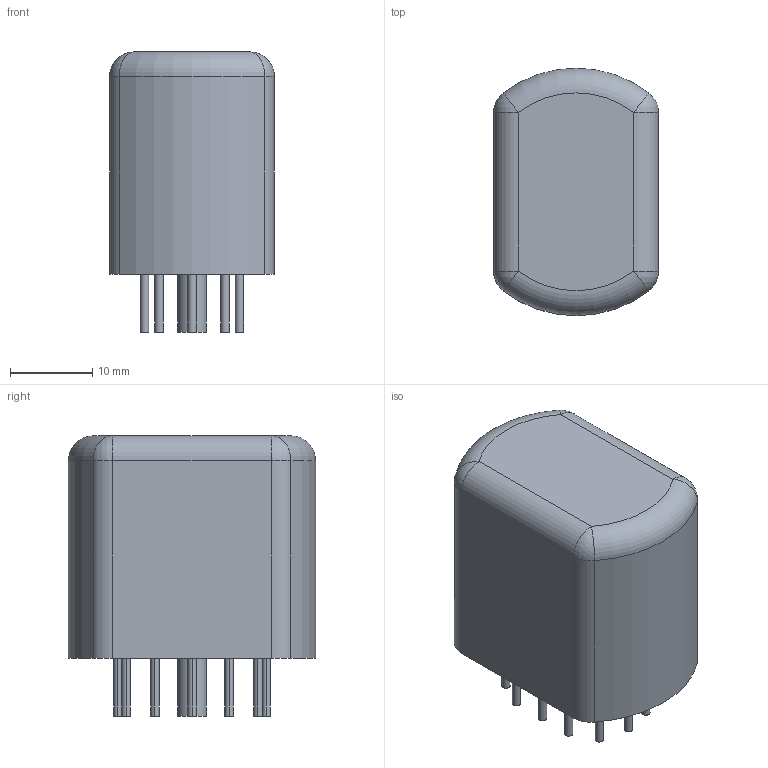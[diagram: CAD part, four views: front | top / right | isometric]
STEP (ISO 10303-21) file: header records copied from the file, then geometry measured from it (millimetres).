
FILE_DESCRIPTION (( 'STEP AP214' ), '1' );
FILE_NAME ('in12b.step', '2020-01-14T03:02:18', ( '' ), ( '' ), 'SwSTEP 2.0', 'SolidWorks 2018', '' );
FILE_SCHEMA (( 'AUTOMOTIVE_DESIGN' ));
Length unit declared in the file: millimetre
Products named in the file (1): in12b
Bounding box: 20 x 30 x 34 mm (x, y, z)
Volume: 14793 mm3; surface area: 3683.2 mm2
Topology: 1 solids, 1 shells, 57 faces, 114 edges, 72 vertices
Faces by surface type: cylinder 34, plane 17, sphere 4, torus 2
Entity records: 1540 total; most frequent: DIRECTION 304, CARTESIAN_POINT 244, ORIENTED_EDGE 228, AXIS2_PLACEMENT_3D 132, EDGE_CURVE 114, CIRCLE 74, VERTEX_POINT 72, EDGE_LOOP 70
